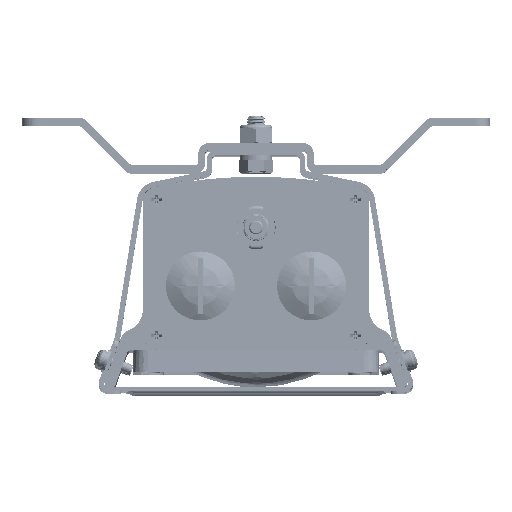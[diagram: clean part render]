
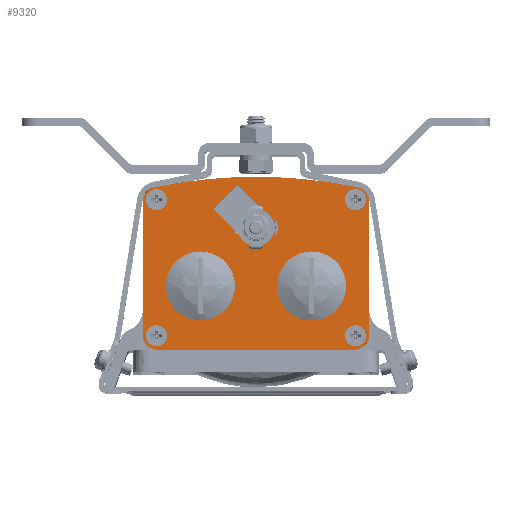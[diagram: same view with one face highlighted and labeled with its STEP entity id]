
A CAD part, top view. The second image highlights one B-rep face of the part: STEP entity #9320.
In plain terms, the highlighted planar face has unit normal (0, 0, 1).
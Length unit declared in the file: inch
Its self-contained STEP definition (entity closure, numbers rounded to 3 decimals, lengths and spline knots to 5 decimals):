
#7567=CARTESIAN_POINT('',(-0.95,-0.375,0.625));
#7568=DIRECTION('',(0.,0.,1.));
#7569=DIRECTION('',(1.,0.,0.));
#7570=AXIS2_PLACEMENT_3D('',#7567,#7568,#7569);
#7572=CARTESIAN_POINT('',(-0.95,-0.375,0.625));
#7573=DIRECTION('',(0.,0.,1.));
#7574=DIRECTION('',(-1.,0.,0.));
#7575=AXIS2_PLACEMENT_3D('',#7572,#7573,#7574);
#7577=CARTESIAN_POINT('',(0.95,-0.375,0.625));
#7578=DIRECTION('',(0.,0.,1.));
#7579=DIRECTION('',(1.,0.,0.));
#7580=AXIS2_PLACEMENT_3D('',#7577,#7578,#7579);
#7582=CARTESIAN_POINT('',(0.95,-0.375,0.625));
#7583=DIRECTION('',(0.,0.,1.));
#7584=DIRECTION('',(-1.,0.,0.));
#7585=AXIS2_PLACEMENT_3D('',#7582,#7583,#7584);
#7587=CARTESIAN_POINT('',(-1.701,-1.227,0.625));
#7588=DIRECTION('',(0.,0.,1.));
#7589=DIRECTION('',(0.,1.,0.));
#7590=AXIS2_PLACEMENT_3D('',#7587,#7588,#7589);
#7592=CARTESIAN_POINT('',(-1.701,-1.227,0.625));
#7593=DIRECTION('',(0.,0.,1.));
#7594=DIRECTION('',(0.,-1.,0.));
#7595=AXIS2_PLACEMENT_3D('',#7592,#7593,#7594);
#7597=CARTESIAN_POINT('',(-1.701,1.099,0.625));
#7598=DIRECTION('',(0.,0.,-1.));
#7599=DIRECTION('',(0.,-1.,0.));
#7600=AXIS2_PLACEMENT_3D('',#7597,#7598,#7599);
#7602=CARTESIAN_POINT('',(-1.701,1.099,0.625));
#7603=DIRECTION('',(0.,0.,-1.));
#7604=DIRECTION('',(0.,1.,0.));
#7605=AXIS2_PLACEMENT_3D('',#7602,#7603,#7604);
#7607=CARTESIAN_POINT('',(1.701,-1.227,0.625));
#7608=DIRECTION('',(0.,0.,-1.));
#7609=DIRECTION('',(0.,1.,0.));
#7610=AXIS2_PLACEMENT_3D('',#7607,#7608,#7609);
#7612=CARTESIAN_POINT('',(1.701,-1.227,0.625));
#7613=DIRECTION('',(0.,0.,-1.));
#7614=DIRECTION('',(0.,-1.,0.));
#7615=AXIS2_PLACEMENT_3D('',#7612,#7613,#7614);
#7617=CARTESIAN_POINT('',(1.701,1.099,0.625));
#7618=DIRECTION('',(0.,0.,1.));
#7619=DIRECTION('',(0.,-1.,0.));
#7620=AXIS2_PLACEMENT_3D('',#7617,#7618,#7619);
#7622=CARTESIAN_POINT('',(1.701,1.099,0.625));
#7623=DIRECTION('',(0.,0.,1.));
#7624=DIRECTION('',(0.,1.,0.));
#7625=AXIS2_PLACEMENT_3D('',#7622,#7623,#7624);
#7627=DIRECTION('',(1.,0.,0.));
#7628=VECTOR('',#7627,0.688);
#7629=CARTESIAN_POINT('',(-0.3434,1.48453,0.625));
#7630=LINE('',#7629,#7628);
#7631=CARTESIAN_POINT('',(0.0006,-7.00851,0.625));
#7632=DIRECTION('',(0.,0.,1.));
#7633=DIRECTION('',(0.204,0.979,0.));
#7634=AXIS2_PLACEMENT_3D('',#7631,#7632,#7633);
#7636=CARTESIAN_POINT('',(1.686,1.0675,0.625));
#7637=DIRECTION('',(0.,0.,1.));
#7638=DIRECTION('',(1.,0.,0.));
#7639=AXIS2_PLACEMENT_3D('',#7636,#7637,#7638);
#7641=DIRECTION('',(0.,1.,0.));
#7642=VECTOR('',#7641,2.281);
#7643=CARTESIAN_POINT('',(1.936,-1.2135,0.625));
#7644=LINE('',#7643,#7642);
#7645=CARTESIAN_POINT('',(1.686,-1.2135,0.625));
#7646=DIRECTION('',(0.,0.,1.));
#7647=DIRECTION('',(0.,-1.,0.));
#7648=AXIS2_PLACEMENT_3D('',#7645,#7646,#7647);
#7650=DIRECTION('',(1.,0.,0.));
#7651=VECTOR('',#7650,3.372);
#7652=CARTESIAN_POINT('',(-1.686,-1.4635,0.625));
#7653=LINE('',#7652,#7651);
#7654=CARTESIAN_POINT('',(-1.686,-1.2135,0.625));
#7655=DIRECTION('',(0.,0.,1.));
#7656=DIRECTION('',(-1.,0.,0.));
#7657=AXIS2_PLACEMENT_3D('',#7654,#7655,#7656);
#7659=DIRECTION('',(0.,-1.,0.));
#7660=VECTOR('',#7659,2.281);
#7661=CARTESIAN_POINT('',(-1.936,1.0675,0.625));
#7662=LINE('',#7661,#7660);
#7663=CARTESIAN_POINT('',(-1.686,1.0675,0.625));
#7664=DIRECTION('',(0.,0.,1.));
#7665=DIRECTION('',(-0.16,0.987,0.));
#7666=AXIS2_PLACEMENT_3D('',#7663,#7664,#7665);
#7668=CARTESIAN_POINT('',(0.0006,-7.00851,0.625));
#7669=DIRECTION('',(0.,0.,1.));
#7670=DIRECTION('',(-0.04,0.999,0.));
#7671=AXIS2_PLACEMENT_3D('',#7668,#7669,#7670);
#7673=CARTESIAN_POINT('',(0.,0.625,0.625));
#7674=DIRECTION('',(0.,0.,1.));
#7675=DIRECTION('',(1.,0.,0.));
#7676=AXIS2_PLACEMENT_3D('',#7673,#7674,#7675);
#7678=CARTESIAN_POINT('',(0.,0.625,0.625));
#7679=DIRECTION('',(0.,0.,1.));
#7680=DIRECTION('',(-1.,0.,0.));
#7681=AXIS2_PLACEMENT_3D('',#7678,#7679,#7680);
#8811=CARTESIAN_POINT('',(-1.936,-1.2135,0.625));
#8812=CARTESIAN_POINT('',(-1.686,-1.4635,0.625));
#8813=VERTEX_POINT('',#8811);
#8814=VERTEX_POINT('',#8812);
#8815=CARTESIAN_POINT('',(1.686,-1.4635,0.625));
#8816=CARTESIAN_POINT('',(1.936,-1.2135,0.625));
#8817=VERTEX_POINT('',#8815);
#8818=VERTEX_POINT('',#8816);
#8819=CARTESIAN_POINT('',(-1.936,1.0675,0.625));
#8820=VERTEX_POINT('',#8819);
#8821=CARTESIAN_POINT('',(1.936,1.0675,0.625));
#8822=VERTEX_POINT('',#8821);
#8839=CARTESIAN_POINT('',(1.73707,1.31223,0.625));
#8840=VERTEX_POINT('',#8839);
#8841=CARTESIAN_POINT('',(-1.72606,1.31427,0.625));
#8842=VERTEX_POINT('',#8841);
#8851=CARTESIAN_POINT('',(-0.4875,-0.375,0.625));
#8852=CARTESIAN_POINT('',(-1.4125,-0.375,0.625));
#8853=VERTEX_POINT('',#8851);
#8854=VERTEX_POINT('',#8852);
#8855=CARTESIAN_POINT('',(1.4125,-0.375,0.625));
#8856=CARTESIAN_POINT('',(0.4875,-0.375,0.625));
#8857=VERTEX_POINT('',#8855);
#8858=VERTEX_POINT('',#8856);
#8971=CARTESIAN_POINT('',(-1.701,-1.0475,0.625));
#8972=CARTESIAN_POINT('',(-1.701,-1.4065,0.625));
#8973=VERTEX_POINT('',#8971);
#8974=VERTEX_POINT('',#8972);
#8984=CARTESIAN_POINT('',(-1.701,0.9195,0.625));
#8986=VERTEX_POINT('',#8984);
#8988=CARTESIAN_POINT('',(-1.701,1.2785,0.625));
#8990=VERTEX_POINT('',#8988);
#8996=CARTESIAN_POINT('',(1.701,-1.0475,0.625));
#8998=VERTEX_POINT('',#8996);
#9000=CARTESIAN_POINT('',(1.701,-1.4065,0.625));
#9002=VERTEX_POINT('',#9000);
#9004=CARTESIAN_POINT('',(1.701,0.9195,0.625));
#9006=VERTEX_POINT('',#9004);
#9008=CARTESIAN_POINT('',(1.701,1.2785,0.625));
#9010=VERTEX_POINT('',#9008);
#9147=CARTESIAN_POINT('',(-0.3434,1.48453,0.625));
#9148=CARTESIAN_POINT('',(0.3446,1.48453,0.625));
#9149=VERTEX_POINT('',#9147);
#9150=VERTEX_POINT('',#9148);
#9159=CARTESIAN_POINT('',(0.0985,0.625,0.625));
#9160=CARTESIAN_POINT('',(-0.0985,0.625,0.625));
#9161=VERTEX_POINT('',#9159);
#9162=VERTEX_POINT('',#9160);
#9253=CARTESIAN_POINT('',(0.,0.,0.625));
#9254=DIRECTION('',(0.,0.,1.));
#9255=DIRECTION('',(1.,0.,0.));
#9256=AXIS2_PLACEMENT_3D('',#9253,#9254,#9255);
#9257=PLANE('',#9256);
#9259=ORIENTED_EDGE('',*,*,#9258,.T.);
#9261=ORIENTED_EDGE('',*,*,#9260,.F.);
#9263=ORIENTED_EDGE('',*,*,#9262,.F.);
#9265=ORIENTED_EDGE('',*,*,#9264,.F.);
#9267=ORIENTED_EDGE('',*,*,#9266,.F.);
#9269=ORIENTED_EDGE('',*,*,#9268,.F.);
#9271=ORIENTED_EDGE('',*,*,#9270,.F.);
#9273=ORIENTED_EDGE('',*,*,#9272,.F.);
#9275=ORIENTED_EDGE('',*,*,#9274,.F.);
#9277=ORIENTED_EDGE('',*,*,#9276,.F.);
#9278=EDGE_LOOP('',(#9259,#9261,#9263,#9265,#9267,#9269,#9271,#9273,#9275,
#9277));
#9279=FACE_OUTER_BOUND('',#9278,.F.);
#9281=ORIENTED_EDGE('',*,*,#9280,.T.);
#9283=ORIENTED_EDGE('',*,*,#9282,.T.);
#9284=EDGE_LOOP('',(#9281,#9283));
#9285=FACE_BOUND('',#9284,.F.);
#9287=ORIENTED_EDGE('',*,*,#9286,.T.);
#9289=ORIENTED_EDGE('',*,*,#9288,.T.);
#9290=EDGE_LOOP('',(#9287,#9289));
#9291=FACE_BOUND('',#9290,.F.);
#9293=ORIENTED_EDGE('',*,*,#9292,.F.);
#9295=ORIENTED_EDGE('',*,*,#9294,.F.);
#9296=EDGE_LOOP('',(#9293,#9295));
#9297=FACE_BOUND('',#9296,.F.);
#9299=ORIENTED_EDGE('',*,*,#9298,.F.);
#9301=ORIENTED_EDGE('',*,*,#9300,.F.);
#9302=EDGE_LOOP('',(#9299,#9301));
#9303=FACE_BOUND('',#9302,.F.);
#9305=ORIENTED_EDGE('',*,*,#9304,.T.);
#9307=ORIENTED_EDGE('',*,*,#9306,.T.);
#9308=EDGE_LOOP('',(#9305,#9307));
#9309=FACE_BOUND('',#9308,.F.);
#9310=ORIENTED_EDGE('',*,*,#9233,.T.);
#9311=ORIENTED_EDGE('',*,*,#9247,.T.);
#9312=EDGE_LOOP('',(#9310,#9311));
#9313=FACE_BOUND('',#9312,.F.);
#9315=ORIENTED_EDGE('',*,*,#9314,.T.);
#9317=ORIENTED_EDGE('',*,*,#9316,.T.);
#9318=EDGE_LOOP('',(#9315,#9317));
#9319=FACE_BOUND('',#9318,.F.);
#9320=ADVANCED_FACE('',(#9279,#9285,#9291,#9297,#9303,#9309,#9313,#9319),#9257,
.T.);
#7571=CIRCLE('',#7570,0.4625);
#7576=CIRCLE('',#7575,0.4625);
#7581=CIRCLE('',#7580,0.4625);
#7586=CIRCLE('',#7585,0.4625);
#7591=CIRCLE('',#7590,0.1795);
#7596=CIRCLE('',#7595,0.1795);
#7601=CIRCLE('',#7600,0.1795);
#7606=CIRCLE('',#7605,0.1795);
#7611=CIRCLE('',#7610,0.1795);
#7616=CIRCLE('',#7615,0.1795);
#7621=CIRCLE('',#7620,0.1795);
#7626=CIRCLE('',#7625,0.1795);
#7635=CIRCLE('',#7634,8.5);
#7640=CIRCLE('',#7639,0.25);
#7649=CIRCLE('',#7648,0.25);
#7658=CIRCLE('',#7657,0.25);
#7667=CIRCLE('',#7666,0.25);
#7672=CIRCLE('',#7671,8.5);
#7677=CIRCLE('',#7676,0.0985);
#7682=CIRCLE('',#7681,0.0985);
#9233=EDGE_CURVE('',#8853,#8854,#7571,.T.);
#9247=EDGE_CURVE('',#8854,#8853,#7576,.T.);
#9258=EDGE_CURVE('',#9149,#9150,#7630,.T.);
#9260=EDGE_CURVE('',#8840,#9150,#7635,.T.);
#9262=EDGE_CURVE('',#8822,#8840,#7640,.T.);
#9264=EDGE_CURVE('',#8818,#8822,#7644,.T.);
#9266=EDGE_CURVE('',#8817,#8818,#7649,.T.);
#9268=EDGE_CURVE('',#8814,#8817,#7653,.T.);
#9270=EDGE_CURVE('',#8813,#8814,#7658,.T.);
#9272=EDGE_CURVE('',#8820,#8813,#7662,.T.);
#9274=EDGE_CURVE('',#8842,#8820,#7667,.T.);
#9276=EDGE_CURVE('',#9149,#8842,#7672,.T.);
#9280=EDGE_CURVE('',#8857,#8858,#7581,.T.);
#9282=EDGE_CURVE('',#8858,#8857,#7586,.T.);
#9286=EDGE_CURVE('',#8973,#8974,#7591,.T.);
#9288=EDGE_CURVE('',#8974,#8973,#7596,.T.);
#9292=EDGE_CURVE('',#8986,#8990,#7601,.T.);
#9294=EDGE_CURVE('',#8990,#8986,#7606,.T.);
#9298=EDGE_CURVE('',#8998,#9002,#7611,.T.);
#9300=EDGE_CURVE('',#9002,#8998,#7616,.T.);
#9304=EDGE_CURVE('',#9006,#9010,#7621,.T.);
#9306=EDGE_CURVE('',#9010,#9006,#7626,.T.);
#9314=EDGE_CURVE('',#9161,#9162,#7677,.T.);
#9316=EDGE_CURVE('',#9162,#9161,#7682,.T.);
